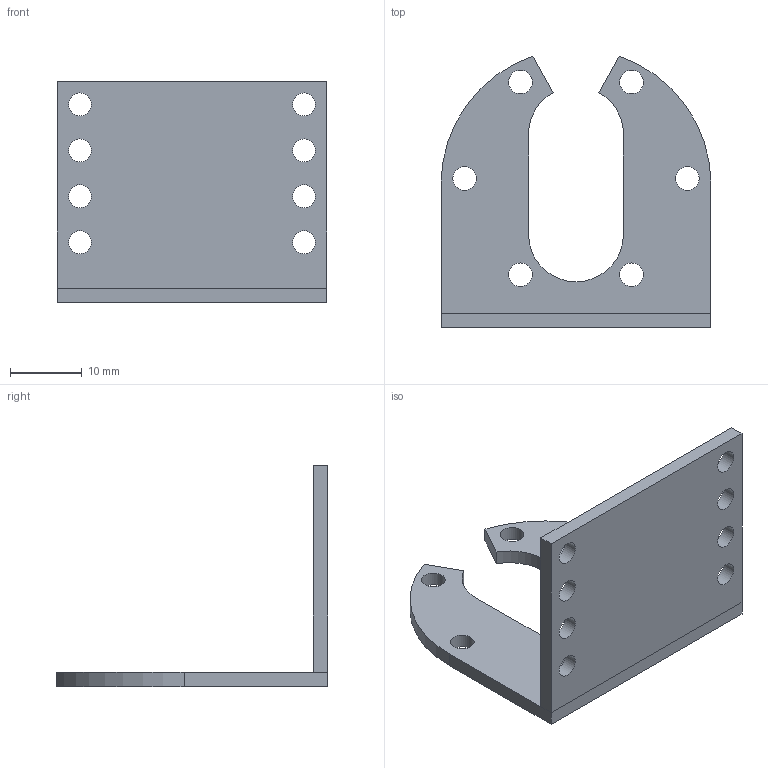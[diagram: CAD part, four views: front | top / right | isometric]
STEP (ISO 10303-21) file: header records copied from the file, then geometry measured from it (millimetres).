
FILE_DESCRIPTION(('FreeCAD Model'),'2;1');
FILE_NAME('motorBracketCut.step','2018-08-24T06:29:51',('Author'),(''), 'Open CASCADE STEP processor 7.3','FreeCAD','Unknown');
FILE_SCHEMA(('AUTOMOTIVE_DESIGN { 1 0 10303 214 1 1 1 1 }'));
Length unit declared in the file: millimetre
Products named in the file (1): Pocket
Bounding box: 37.6 x 37.82 x 30.8 mm (x, y, z)
Volume: 3804.1 mm3; surface area: 4602.1 mm2
Topology: 1 solids, 1 shells, 33 faces, 89 edges, 58 vertices
Faces by surface type: cylinder 19, plane 14
Full cylindrical faces by diameter (mm): 3.2 x8, 3.3 x6
Entity records: 2307 total; most frequent: CARTESIAN_POINT 407, DIRECTION 365, LINE 191, VECTOR 191, ORIENTED_EDGE 178, PCURVE 178, DEFINITIONAL_REPRESENTATION 178, EDGE_CURVE 89
